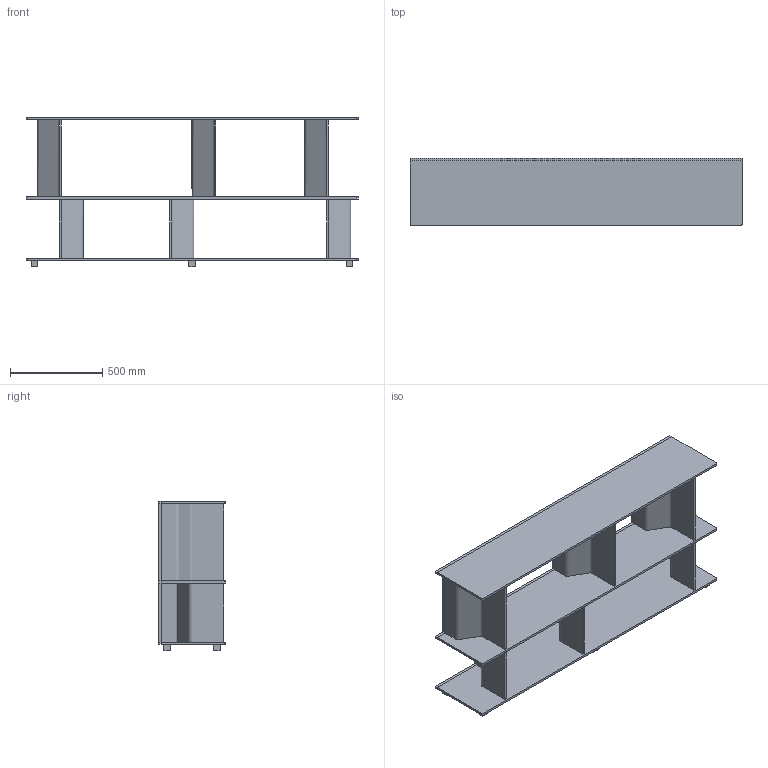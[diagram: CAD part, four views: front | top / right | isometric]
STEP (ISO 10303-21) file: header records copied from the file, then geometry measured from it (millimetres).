
FILE_DESCRIPTION(/* description */ (''),/* implementation_level */ '2;1');
FILE_NAME(/* name */ '8403 - Inori comp. C',/* time_stamp */ '2010-12-14T12:13:49+01:00',/* author */ (''),/* organization */ (''),/* preprocessor_version */ 'ST-DEVELOPER v10',/* originating_system */ '',/* authorisation */ '');
FILE_SCHEMA (('CONFIG_CONTROL_DESIGN'));
Length unit declared in the file: centimetre
Products named in the file (1): 1
Bounding box: 1800 x 365 x 811 mm (x, y, z)
Volume: 33317037.1 mm3; surface area: 6243539.8 mm2
Topology: 24 solids, 24 shells, 168 faces, 360 edges, 240 vertices
Faces by surface type: plane 132, bspline 36
Entity records: 4550 total; most frequent: CARTESIAN_POINT 1952, ORIENTED_EDGE 720, EDGE_CURVE 360, VERTEX_POINT 240, B_SPLINE_CURVE_WITH_KNOTS 240, ADVANCED_FACE 168, FACE_OUTER_BOUND 168, EDGE_LOOP 168
